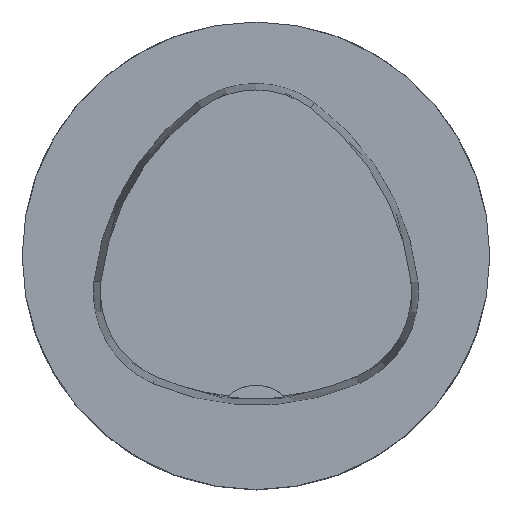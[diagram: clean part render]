
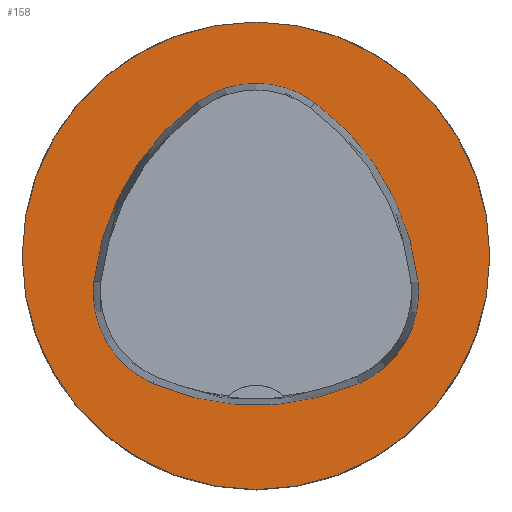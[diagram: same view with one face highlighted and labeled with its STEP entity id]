
A CAD part, top view. The second image highlights one B-rep face of the part: STEP entity #158.
In plain terms, the highlighted planar face has unit normal (0, 0, 1).
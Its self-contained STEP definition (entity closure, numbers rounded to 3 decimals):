
#127=PLANE('',#723);
#158=ADVANCED_FACE('',(#215,#216),#127,.T.);
#215=FACE_BOUND('',#276,.T.);
#216=FACE_BOUND('',#277,.T.);
#276=EDGE_LOOP('',(#393,#394,#395,#396,#397,#398));
#277=EDGE_LOOP('',(#399));
#393=ORIENTED_EDGE('',*,*,#579,.T.);
#394=ORIENTED_EDGE('',*,*,#559,.T.);
#395=ORIENTED_EDGE('',*,*,#563,.T.);
#396=ORIENTED_EDGE('',*,*,#566,.T.);
#397=ORIENTED_EDGE('',*,*,#569,.T.);
#398=ORIENTED_EDGE('',*,*,#577,.T.);
#399=ORIENTED_EDGE('',*,*,#550,.F.);
#493=VERTEX_POINT('',#1037);
#502=VERTEX_POINT('',#1056);
#503=VERTEX_POINT('',#1057);
#506=VERTEX_POINT('',#1065);
#508=VERTEX_POINT('',#1071);
#510=VERTEX_POINT('',#1077);
#517=VERTEX_POINT('',#1098);
#550=EDGE_CURVE('',#493,#493,#615,.T.);
#559=EDGE_CURVE('',#502,#503,#616,.T.);
#563=EDGE_CURVE('',#503,#506,#618,.T.);
#566=EDGE_CURVE('',#506,#508,#620,.T.);
#569=EDGE_CURVE('',#508,#510,#622,.T.);
#577=EDGE_CURVE('',#510,#517,#626,.T.);
#579=EDGE_CURVE('',#517,#502,#628,.T.);
#615=CIRCLE('',#695,40.);
#616=CIRCLE('',#701,44.);
#618=CIRCLE('',#704,17.);
#620=CIRCLE('',#707,44.);
#622=CIRCLE('',#710,17.);
#626=CIRCLE('',#715,44.);
#628=CIRCLE('',#718,17.);
#695=AXIS2_PLACEMENT_3D('',#1036,#813,#814);
#701=AXIS2_PLACEMENT_3D('',#1055,#829,#830);
#704=AXIS2_PLACEMENT_3D('',#1064,#837,#838);
#707=AXIS2_PLACEMENT_3D('',#1070,#844,#845);
#710=AXIS2_PLACEMENT_3D('',#1076,#851,#852);
#715=AXIS2_PLACEMENT_3D('',#1099,#863,#864);
#718=AXIS2_PLACEMENT_3D('',#1102,#869,#870);
#723=AXIS2_PLACEMENT_3D('',#1107,#879,#880);
#813=DIRECTION('',(0.,0.,-1.));
#814=DIRECTION('',(-1.,0.,0.));
#829=DIRECTION('',(0.,0.,-1.));
#830=DIRECTION('',(-1.,0.,0.));
#837=DIRECTION('',(0.,0.,-1.));
#838=DIRECTION('',(-1.,0.,0.));
#844=DIRECTION('',(0.,0.,-1.));
#845=DIRECTION('',(-1.,0.,0.));
#851=DIRECTION('',(0.,0.,-1.));
#852=DIRECTION('',(-1.,0.,0.));
#863=DIRECTION('',(0.,0.,-1.));
#864=DIRECTION('',(-1.,0.,0.));
#869=DIRECTION('',(0.,0.,-1.));
#870=DIRECTION('',(-1.,0.,0.));
#879=DIRECTION('',(0.,0.,1.));
#880=DIRECTION('',(1.,0.,0.));
#1036=CARTESIAN_POINT('',(0.,0.,0.));
#1037=CARTESIAN_POINT('',(-40.,0.,0.));
#1055=CARTESIAN_POINT('',(16.01,-9.224,0.));
#1056=CARTESIAN_POINT('',(-27.722,-4.378,0.));
#1057=CARTESIAN_POINT('',(-10.119,26.178,0.));
#1064=CARTESIAN_POINT('',(-0.023,12.5,0.));
#1065=CARTESIAN_POINT('',(10.049,26.194,0.));
#1070=CARTESIAN_POINT('',(-16.021,-9.25,0.));
#1071=CARTESIAN_POINT('',(27.71,-4.394,0.));
#1076=CARTESIAN_POINT('',(10.814,-6.27,0.));
#1077=CARTESIAN_POINT('',(17.611,-21.852,0.));
#1098=CARTESIAN_POINT('',(-17.652,-21.819,0.));
#1099=CARTESIAN_POINT('',(0.017,18.477,0.));
#1102=CARTESIAN_POINT('',(-10.825,-6.25,0.));
#1107=CARTESIAN_POINT('',(0.,0.,0.));
